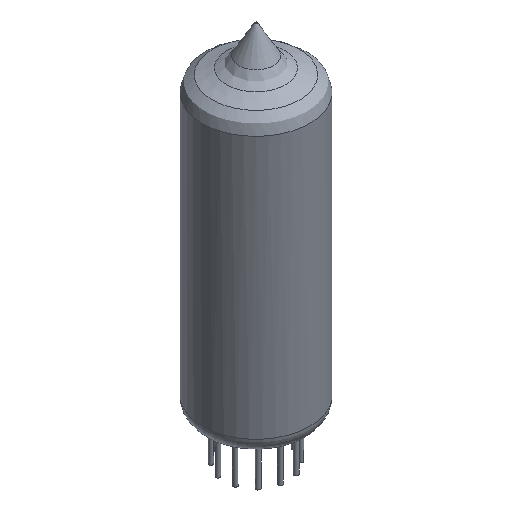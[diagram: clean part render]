
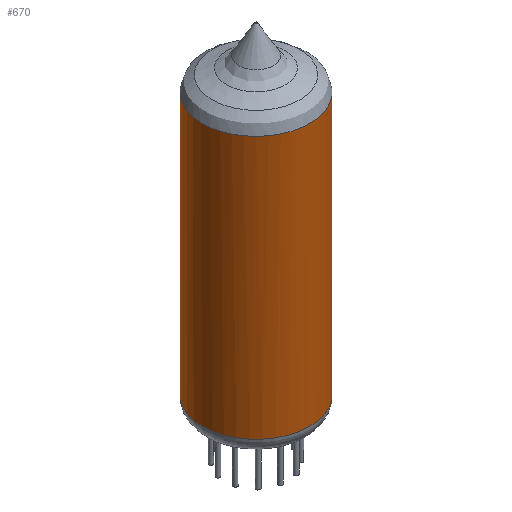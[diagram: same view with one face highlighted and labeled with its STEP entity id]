
A CAD part, isometric view. The second image highlights one B-rep face of the part: STEP entity #670.
In plain terms, the highlighted cylindrical face has radius 6.5 mm (diameter 13 mm), a full revolution.
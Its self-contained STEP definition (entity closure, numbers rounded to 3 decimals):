
#535 = ( BOUNDED_SURFACE() B_SPLINE_SURFACE(2,14,(
    (#536,#537,#538,#539,#540,#541,#542,#543,#544,#545,#546,#547,#548
      ,#549,#550)
    ,(#551,#552,#553,#554,#555,#556,#557,#558,#559,#560,#561,#562,#563
      ,#564,#565)
    ,(#566,#567,#568,#569,#570,#571,#572,#573,#574,#575,#576,#577,#578
      ,#579,#580
)),.UNSPECIFIED.,.F.,.T.,.F.) B_SPLINE_SURFACE_WITH_KNOTS((3,3),(15,15),
  (0.,40.841),(0.,40.841),
.PIECEWISE_BEZIER_KNOTS.) GEOMETRIC_REPRESENTATION_ITEM() 
RATIONAL_B_SPLINE_SURFACE((
    (1.,1.,1.,1.,1.,1.
      ,1.,1.,1.,1.
      ,1.,1.,1.,1.,1.)
    ,(0.832,0.832,0.832,0.832
      ,0.832,0.832,0.832,0.832
      ,0.832,0.832,0.832,0.832
      ,0.832,0.832,0.832)
    ,(1.,1.,1.,1.,1.,1.
      ,1.,1.,1.,1.
      ,1.,1.,1.,1.,1.
))) REPRESENTATION_ITEM('') SURFACE() );
#536 = CARTESIAN_POINT('',(0.,6.5,33.666));
#537 = CARTESIAN_POINT('',(2.875,6.5,33.666
    ));
#538 = CARTESIAN_POINT('',(5.811,5.131,33.666
    ));
#539 = CARTESIAN_POINT('',(8.043,2.296,33.666
    ));
#540 = CARTESIAN_POINT('',(8.777,-1.571,33.666
    ));
#541 = CARTESIAN_POINT('',(7.325,-5.576,33.666)
  );
#542 = CARTESIAN_POINT('',(4.449,-8.263,
    33.666));
#543 = CARTESIAN_POINT('',(0.,-9.963,
    33.666));
#544 = CARTESIAN_POINT('',(-4.449,-8.263,
    33.666));
#545 = CARTESIAN_POINT('',(-7.325,-5.576,
    33.666));
#546 = CARTESIAN_POINT('',(-8.777,-1.571,
    33.666));
#547 = CARTESIAN_POINT('',(-8.043,2.296,33.666)
  );
#548 = CARTESIAN_POINT('',(-5.811,5.131,
    33.666));
#549 = CARTESIAN_POINT('',(-2.875,6.5,
    33.666));
#550 = CARTESIAN_POINT('',(0.,6.5,33.666));
#551 = CARTESIAN_POINT('',(0.,6.5,35.));
#552 = CARTESIAN_POINT('',(2.875,6.5,35.));
#553 = CARTESIAN_POINT('',(5.811,5.131,35.
    ));
#554 = CARTESIAN_POINT('',(8.043,2.296,35.));
#555 = CARTESIAN_POINT('',(8.777,-1.571,
    35.));
#556 = CARTESIAN_POINT('',(7.325,-5.576,
    35.));
#557 = CARTESIAN_POINT('',(4.449,-8.263,
    35.));
#558 = CARTESIAN_POINT('',(0.,-9.963,35.
    ));
#559 = CARTESIAN_POINT('',(-4.449,-8.263,
    35.));
#560 = CARTESIAN_POINT('',(-7.325,-5.576,35.
    ));
#561 = CARTESIAN_POINT('',(-8.777,-1.571,
    35.));
#562 = CARTESIAN_POINT('',(-8.043,2.296,
    35.));
#563 = CARTESIAN_POINT('',(-5.811,5.131,35.));
#564 = CARTESIAN_POINT('',(-2.875,6.5,35.));
#565 = CARTESIAN_POINT('',(0.,6.5,35.));
#566 = CARTESIAN_POINT('',(0.,5.268,35.512));
#567 = CARTESIAN_POINT('',(2.33,5.268,35.512
    ));
#568 = CARTESIAN_POINT('',(4.71,4.158,35.512
    ));
#569 = CARTESIAN_POINT('',(6.519,1.861,35.512
    ));
#570 = CARTESIAN_POINT('',(7.114,-1.273,
    35.512));
#571 = CARTESIAN_POINT('',(5.937,-4.52,
    35.512));
#572 = CARTESIAN_POINT('',(3.606,-6.697,
    35.512));
#573 = CARTESIAN_POINT('',(0.,-8.075,
    35.512));
#574 = CARTESIAN_POINT('',(-3.606,-6.697,
    35.512));
#575 = CARTESIAN_POINT('',(-5.937,-4.52,
    35.512));
#576 = CARTESIAN_POINT('',(-7.114,-1.273,
    35.512));
#577 = CARTESIAN_POINT('',(-6.519,1.861,
    35.512));
#578 = CARTESIAN_POINT('',(-4.71,4.158,
    35.512));
#579 = CARTESIAN_POINT('',(-2.33,5.268,
    35.512));
#580 = CARTESIAN_POINT('',(0.,5.268,35.512));
#592 = VERTEX_POINT('',#593);
#593 = CARTESIAN_POINT('',(0.,6.5,33.666));
#616 = EDGE_CURVE('',#592,#592,#617,.T.);
#617 = SURFACE_CURVE('',#618,(#634,#641),.PCURVE_S1.);
#618 = ( BOUNDED_CURVE() B_SPLINE_CURVE(14,(#619,#620,#621,#622,#623,
    #624,#625,#626,#627,#628,#629,#630,#631,#632,#633),.UNSPECIFIED.,.T.
,.F.) B_SPLINE_CURVE_WITH_KNOTS((15,15),(0.,40.841),
.PIECEWISE_BEZIER_KNOTS.) CURVE() GEOMETRIC_REPRESENTATION_ITEM() 
RATIONAL_B_SPLINE_CURVE((1.,1.,1.,1.,
    1.,1.,1.,1.,
    1.,1.,1.,1.,
1.,1.,1.)) REPRESENTATION_ITEM('') );
#619 = CARTESIAN_POINT('',(0.,6.5,33.666));
#620 = CARTESIAN_POINT('',(2.875,6.5,33.666
    ));
#621 = CARTESIAN_POINT('',(5.811,5.131,33.666
    ));
#622 = CARTESIAN_POINT('',(8.043,2.296,33.666
    ));
#623 = CARTESIAN_POINT('',(8.777,-1.571,33.666
    ));
#624 = CARTESIAN_POINT('',(7.325,-5.576,33.666)
  );
#625 = CARTESIAN_POINT('',(4.449,-8.263,
    33.666));
#626 = CARTESIAN_POINT('',(0.,-9.963,
    33.666));
#627 = CARTESIAN_POINT('',(-4.449,-8.263,
    33.666));
#628 = CARTESIAN_POINT('',(-7.325,-5.576,
    33.666));
#629 = CARTESIAN_POINT('',(-8.777,-1.571,
    33.666));
#630 = CARTESIAN_POINT('',(-8.043,2.296,33.666)
  );
#631 = CARTESIAN_POINT('',(-5.811,5.131,
    33.666));
#632 = CARTESIAN_POINT('',(-2.875,6.5,
    33.666));
#633 = CARTESIAN_POINT('',(0.,6.5,33.666));
#634 = PCURVE('',#535,#635);
#635 = DEFINITIONAL_REPRESENTATION('',(#636),#640);
#636 = LINE('',#637,#638);
#637 = CARTESIAN_POINT('',(0.,0.));
#638 = VECTOR('',#639,1.);
#639 = DIRECTION('',(0.,1.));
#640 = ( GEOMETRIC_REPRESENTATION_CONTEXT(2) 
PARAMETRIC_REPRESENTATION_CONTEXT() REPRESENTATION_CONTEXT('2D SPACE',''
  ) );
#641 = PCURVE('',#642,#647);
#642 = CYLINDRICAL_SURFACE('',#643,6.5);
#643 = AXIS2_PLACEMENT_3D('',#644,#645,#646);
#644 = CARTESIAN_POINT('',(0.,0.,35.));
#645 = DIRECTION('',(0.,0.,-1.));
#646 = DIRECTION('',(0.,1.,0.));
#647 = DEFINITIONAL_REPRESENTATION('',(#648),#669);
#648 = B_SPLINE_CURVE_WITH_KNOTS('',10,(#649,#650,#651,#652,#653,#654,
    #655,#656,#657,#658,#659,#660,#661,#662,#663,#664,#665,#666,#667,
    #668),.UNSPECIFIED.,.F.,.F.,(11,9,11),(0.,20.42,
    40.841),.UNSPECIFIED.);
#649 = CARTESIAN_POINT('',(0.,1.334));
#650 = CARTESIAN_POINT('',(0.31,1.334));
#651 = CARTESIAN_POINT('',(0.624,1.334));
#652 = CARTESIAN_POINT('',(0.94,1.334));
#653 = CARTESIAN_POINT('',(1.256,1.334));
#654 = CARTESIAN_POINT('',(1.57,1.334));
#655 = CARTESIAN_POINT('',(1.885,1.334));
#656 = CARTESIAN_POINT('',(2.199,1.334));
#657 = CARTESIAN_POINT('',(2.513,1.334));
#658 = CARTESIAN_POINT('',(2.827,1.334));
#659 = CARTESIAN_POINT('',(3.456,1.334));
#660 = CARTESIAN_POINT('',(3.77,1.334));
#661 = CARTESIAN_POINT('',(4.084,1.334));
#662 = CARTESIAN_POINT('',(4.398,1.334));
#663 = CARTESIAN_POINT('',(4.713,1.334));
#664 = CARTESIAN_POINT('',(5.027,1.334));
#665 = CARTESIAN_POINT('',(5.343,1.334));
#666 = CARTESIAN_POINT('',(5.659,1.334));
#667 = CARTESIAN_POINT('',(5.974,1.334));
#668 = CARTESIAN_POINT('',(6.283,1.334));
#669 = ( GEOMETRIC_REPRESENTATION_CONTEXT(2) 
PARAMETRIC_REPRESENTATION_CONTEXT() REPRESENTATION_CONTEXT('2D SPACE',''
  ) );
#670 = ADVANCED_FACE('',(#671),#642,.T.);
#671 = FACE_BOUND('',#672,.T.);
#672 = EDGE_LOOP('',(#673,#696,#697,#698));
#673 = ORIENTED_EDGE('',*,*,#674,.F.);
#674 = EDGE_CURVE('',#592,#675,#677,.T.);
#675 = VERTEX_POINT('',#676);
#676 = CARTESIAN_POINT('',(0.,6.5,2.));
#677 = SEAM_CURVE('',#678,(#682,#689),.PCURVE_S1.);
#678 = LINE('',#679,#680);
#679 = CARTESIAN_POINT('',(0.,6.5,35.));
#680 = VECTOR('',#681,1.);
#681 = DIRECTION('',(0.,0.,-1.));
#682 = PCURVE('',#642,#683);
#683 = DEFINITIONAL_REPRESENTATION('',(#684),#688);
#684 = LINE('',#685,#686);
#685 = CARTESIAN_POINT('',(0.,0.));
#686 = VECTOR('',#687,1.);
#687 = DIRECTION('',(0.,1.));
#688 = ( GEOMETRIC_REPRESENTATION_CONTEXT(2) 
PARAMETRIC_REPRESENTATION_CONTEXT() REPRESENTATION_CONTEXT('2D SPACE',''
  ) );
#689 = PCURVE('',#642,#690);
#690 = DEFINITIONAL_REPRESENTATION('',(#691),#695);
#691 = LINE('',#692,#693);
#692 = CARTESIAN_POINT('',(6.283,0.));
#693 = VECTOR('',#694,1.);
#694 = DIRECTION('',(0.,1.));
#695 = ( GEOMETRIC_REPRESENTATION_CONTEXT(2) 
PARAMETRIC_REPRESENTATION_CONTEXT() REPRESENTATION_CONTEXT('2D SPACE',''
  ) );
#696 = ORIENTED_EDGE('',*,*,#616,.T.);
#697 = ORIENTED_EDGE('',*,*,#674,.T.);
#698 = ORIENTED_EDGE('',*,*,#699,.F.);
#699 = EDGE_CURVE('',#675,#675,#700,.T.);
#700 = SURFACE_CURVE('',#701,(#706,#713),.PCURVE_S1.);
#701 = CIRCLE('',#702,6.5);
#702 = AXIS2_PLACEMENT_3D('',#703,#704,#705);
#703 = CARTESIAN_POINT('',(0.,0.,2.));
#704 = DIRECTION('',(0.,0.,-1.));
#705 = DIRECTION('',(0.,1.,0.));
#706 = PCURVE('',#642,#707);
#707 = DEFINITIONAL_REPRESENTATION('',(#708),#712);
#708 = LINE('',#709,#710);
#709 = CARTESIAN_POINT('',(0.,33.));
#710 = VECTOR('',#711,1.);
#711 = DIRECTION('',(1.,0.));
#712 = ( GEOMETRIC_REPRESENTATION_CONTEXT(2) 
PARAMETRIC_REPRESENTATION_CONTEXT() REPRESENTATION_CONTEXT('2D SPACE',''
  ) );
#713 = PCURVE('',#714,#719);
#714 = TOROIDAL_SURFACE('',#715,4.5,2.);
#715 = AXIS2_PLACEMENT_3D('',#716,#717,#718);
#716 = CARTESIAN_POINT('',(0.,0.,2.));
#717 = DIRECTION('',(0.,0.,-1.));
#718 = DIRECTION('',(0.,1.,0.));
#719 = DEFINITIONAL_REPRESENTATION('',(#720),#724);
#720 = LINE('',#721,#722);
#721 = CARTESIAN_POINT('',(0.,0.));
#722 = VECTOR('',#723,1.);
#723 = DIRECTION('',(1.,0.));
#724 = ( GEOMETRIC_REPRESENTATION_CONTEXT(2) 
PARAMETRIC_REPRESENTATION_CONTEXT() REPRESENTATION_CONTEXT('2D SPACE',''
  ) );
